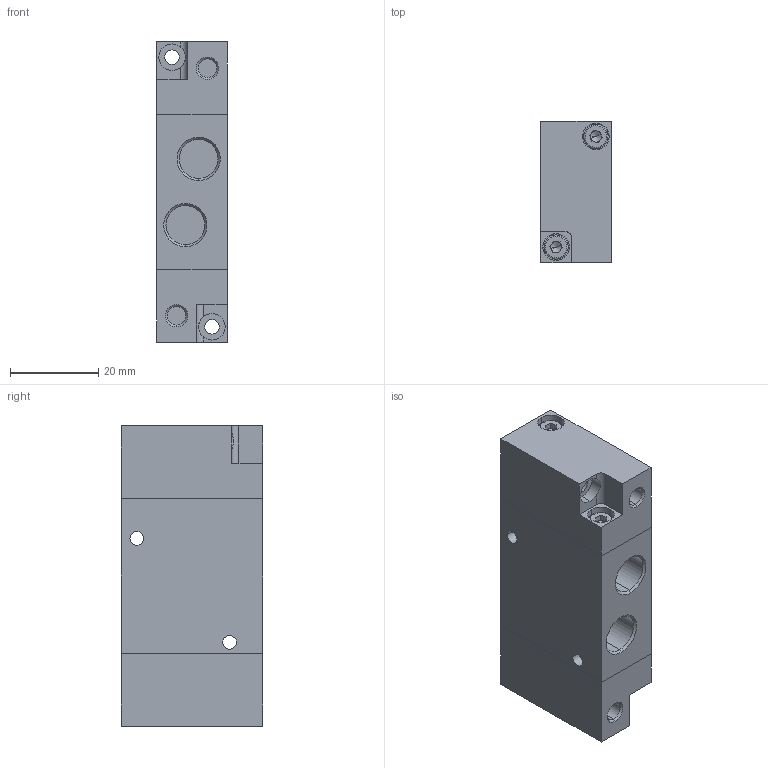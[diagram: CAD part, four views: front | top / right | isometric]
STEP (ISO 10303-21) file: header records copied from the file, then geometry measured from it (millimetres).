
FILE_DESCRIPTION (( 'STEP AP214' ), '1' );
FILE_NAME ('05_177_4.STEP', '2016-02-29T11:27:16', ( '' ), ( '' ), 'SwSTEP 2.0', 'SolidWorks 2016', '' );
FILE_SCHEMA (( 'AUTOMOTIVE_DESIGN' ));
Length unit declared in the file: millimetre
Products named in the file (1): 05_177_4
Bounding box: 16 x 32 x 68 mm (x, y, z)
Volume: 31250.2 mm3; surface area: 12941.5 mm2
Topology: 7 solids, 7 shells, 699 faces, 1772 edges, 1098 vertices
Faces by surface type: cone 366, cylinder 222, plane 95, torus 16
Entity records: 21620 total; most frequent: DIRECTION 4178, CARTESIAN_POINT 3710, ORIENTED_EDGE 3528, EDGE_CURVE 1764, AXIS2_PLACEMENT_3D 1720, VERTEX_POINT 1098, CIRCLE 1020, VECTOR 738
